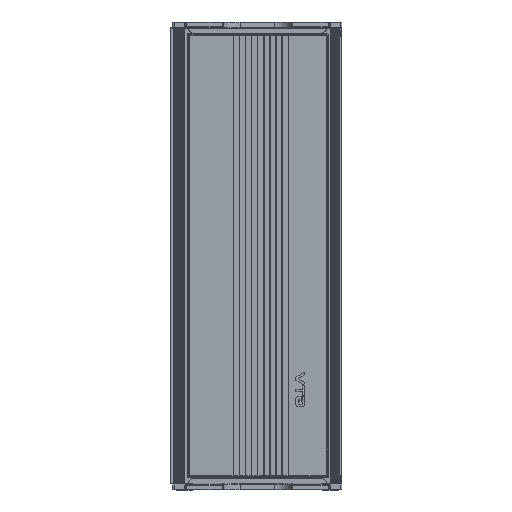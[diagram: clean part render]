
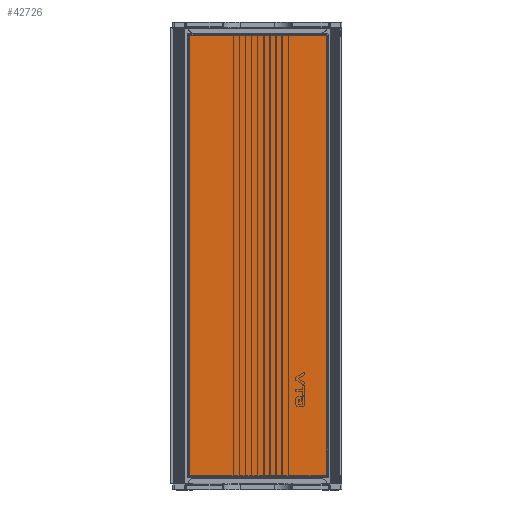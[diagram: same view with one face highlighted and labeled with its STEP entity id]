
A CAD part, top view. The second image highlights one B-rep face of the part: STEP entity #42726.
In plain terms, the highlighted face is planar.
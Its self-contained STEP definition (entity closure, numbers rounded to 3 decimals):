
#1746=PLANE('',#47674);
#3825=FACE_OUTER_BOUND('',#6201,.T.);
#6201=EDGE_LOOP('',(#36370,#36371,#36372,#36373));
#9431=LINE('',#80965,#12255);
#9432=LINE('',#80971,#12256);
#9433=LINE('',#80973,#12257);
#9434=LINE('',#80974,#12258);
#12255=VECTOR('',#59704,10.);
#12256=VECTOR('',#59713,10.);
#12257=VECTOR('',#59714,10.);
#12258=VECTOR('',#59715,10.);
#18944=VERTEX_POINT('',#80960);
#18945=VERTEX_POINT('',#80964);
#18946=VERTEX_POINT('',#80970);
#18947=VERTEX_POINT('',#80972);
#24879=EDGE_CURVE('',#18944,#18945,#9431,.T.);
#24882=EDGE_CURVE('',#18946,#18944,#9432,.T.);
#24883=EDGE_CURVE('',#18947,#18946,#9433,.T.);
#24884=EDGE_CURVE('',#18945,#18947,#9434,.T.);
#36370=ORIENTED_EDGE('',*,*,#24879,.F.);
#36371=ORIENTED_EDGE('',*,*,#24882,.F.);
#36372=ORIENTED_EDGE('',*,*,#24883,.F.);
#36373=ORIENTED_EDGE('',*,*,#24884,.F.);
#42726=ADVANCED_FACE('',(#3825),#1746,.F.);
#47674=AXIS2_PLACEMENT_3D('',#80969,#59711,#59712);
#59704=DIRECTION('',(0.,-1.,0.));
#59711=DIRECTION('center_axis',(0.,0.,1.));
#59712=DIRECTION('ref_axis',(1.,0.,0.));
#59713=DIRECTION('',(-1.,0.,0.));
#59714=DIRECTION('',(0.,1.,0.));
#59715=DIRECTION('',(1.,0.,0.));
#80960=CARTESIAN_POINT('',(-359.762,112.262,0.));
#80964=CARTESIAN_POINT('',(-359.762,-112.262,0.));
#80965=CARTESIAN_POINT('',(-359.762,-28.5,0.));
#80969=CARTESIAN_POINT('Origin',(0.,0.,0.));
#80970=CARTESIAN_POINT('',(359.762,112.262,0.));
#80971=CARTESIAN_POINT('',(-90.375,112.262,0.));
#80972=CARTESIAN_POINT('',(359.762,-112.262,0.));
#80973=CARTESIAN_POINT('',(359.762,28.5,0.));
#80974=CARTESIAN_POINT('',(90.375,-112.262,0.));
